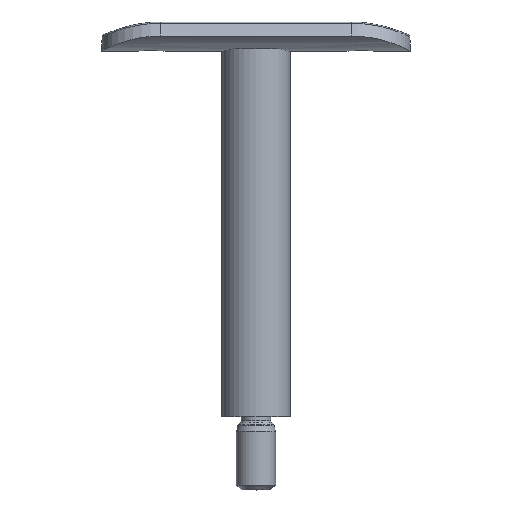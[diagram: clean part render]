
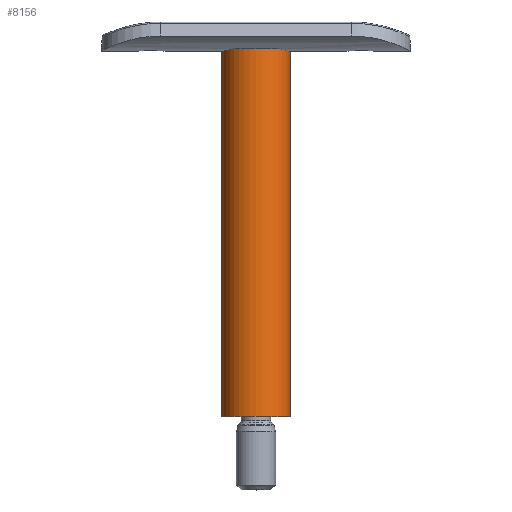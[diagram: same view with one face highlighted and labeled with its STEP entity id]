
A CAD part, top view. The second image highlights one B-rep face of the part: STEP entity #8156.
In plain terms, the highlighted cylindrical face has radius 7 mm (diameter 14 mm), a full revolution.
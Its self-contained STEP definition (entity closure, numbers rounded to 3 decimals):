
#302 = DIRECTION ( 'NONE',  ( 0., -1., 0. ) ) ;
#1485 = DIRECTION ( 'NONE',  ( 0., 0., -1. ) ) ;
#1590 = DIRECTION ( 'NONE',  ( 0., -1., 0. ) ) ;
#1768 = EDGE_LOOP ( 'NONE', ( #14507 ) ) ;
#2804 = CARTESIAN_POINT ( 'NONE',  ( 0., 0., 0. ) ) ;
#3514 = CIRCLE ( 'NONE', #5165, 7. ) ;
#3577 = CYLINDRICAL_SURFACE ( 'NONE', #8742, 7. ) ;
#4205 = VERTEX_POINT ( 'NONE', #8739 ) ;
#5031 = EDGE_LOOP ( 'NONE', ( #10297 ) ) ;
#5165 = AXIS2_PLACEMENT_3D ( 'NONE', #7251, #302, #1485 ) ;
#5913 = FACE_OUTER_BOUND ( 'NONE', #1768, .T. ) ;
#7245 = EDGE_CURVE ( 'NONE', #4205, #4205, #11616, .T. ) ;
#7251 = CARTESIAN_POINT ( 'NONE',  ( 0., 75., 0. ) ) ;
#8156 = ADVANCED_FACE ( 'NONE', ( #5913, #8643 ), #3577, .T. ) ;
#8607 = DIRECTION ( 'NONE',  ( 0., 0., -1. ) ) ;
#8643 = FACE_OUTER_BOUND ( 'NONE', #5031, .T. ) ;
#8739 = CARTESIAN_POINT ( 'NONE',  ( 0., 0., -7. ) ) ;
#8742 = AXIS2_PLACEMENT_3D ( 'NONE', #14401, #12191, #8607 ) ;
#9391 = AXIS2_PLACEMENT_3D ( 'NONE', #2804, #1590, #13291 ) ;
#10297 = ORIENTED_EDGE ( 'NONE', *, *, #7245, .F. ) ;
#10347 = VERTEX_POINT ( 'NONE', #14525 ) ;
#11616 = CIRCLE ( 'NONE', #9391, 7. ) ;
#12191 = DIRECTION ( 'NONE',  ( 0., -1., 0. ) ) ;
#13291 = DIRECTION ( 'NONE',  ( 0., 0., -1. ) ) ;
#14017 = EDGE_CURVE ( 'NONE', #10347, #10347, #3514, .T. ) ;
#14401 = CARTESIAN_POINT ( 'NONE',  ( 0., 0., 0. ) ) ;
#14507 = ORIENTED_EDGE ( 'NONE', *, *, #14017, .T. ) ;
#14525 = CARTESIAN_POINT ( 'NONE',  ( 0., 75., -7. ) ) ;
